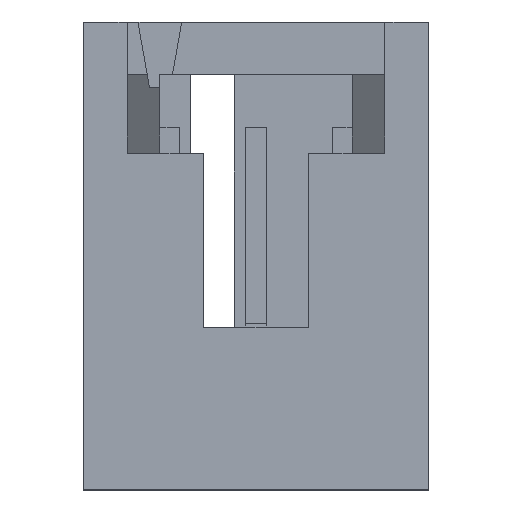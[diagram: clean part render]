
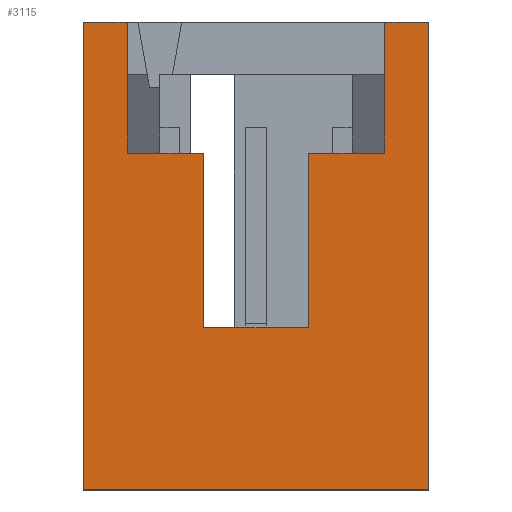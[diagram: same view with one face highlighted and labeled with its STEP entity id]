
A CAD part, top view. The second image highlights one B-rep face of the part: STEP entity #3115.
In plain terms, the highlighted planar face has unit normal (0, 0, 1).
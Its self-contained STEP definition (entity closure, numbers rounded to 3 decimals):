
#224 = VERTEX_POINT('',#225);
#225 = CARTESIAN_POINT('',(-1.205,12.44,5.471));
#231 = EDGE_CURVE('',#232,#224,#234,.T.);
#232 = VERTEX_POINT('',#233);
#233 = CARTESIAN_POINT('',(-2.475,12.44,5.471));
#234 = LINE('',#235,#236);
#235 = CARTESIAN_POINT('',(-2.475,12.44,5.471));
#236 = VECTOR('',#237,1.);
#237 = DIRECTION('',(1.,0.,0.));
#320 = VERTEX_POINT('',#321);
#321 = CARTESIAN_POINT('',(7.555,12.44,5.471));
#327 = EDGE_CURVE('',#328,#320,#330,.T.);
#328 = VERTEX_POINT('',#329);
#329 = CARTESIAN_POINT('',(6.285,12.44,5.471));
#330 = LINE('',#331,#332);
#331 = CARTESIAN_POINT('',(6.285,12.44,5.471));
#332 = VECTOR('',#333,1.);
#333 = DIRECTION('',(1.,0.,0.));
#1201 = VERTEX_POINT('',#1202);
#1202 = CARTESIAN_POINT('',(7.555,-1.151,5.471));
#1208 = EDGE_CURVE('',#320,#1201,#1209,.T.);
#1209 = LINE('',#1210,#1211);
#1210 = CARTESIAN_POINT('',(7.555,12.44,5.471));
#1211 = VECTOR('',#1212,1.);
#1212 = DIRECTION('',(0.,-1.,0.));
#1515 = VERTEX_POINT('',#1516);
#1516 = CARTESIAN_POINT('',(-2.475,-1.151,5.471));
#1522 = EDGE_CURVE('',#1515,#1201,#1523,.T.);
#1523 = LINE('',#1524,#1525);
#1524 = CARTESIAN_POINT('',(-2.475,-1.151,5.471));
#1525 = VECTOR('',#1526,1.);
#1526 = DIRECTION('',(1.,0.,0.));
#1569 = EDGE_CURVE('',#232,#1515,#1570,.T.);
#1570 = LINE('',#1571,#1572);
#1571 = CARTESIAN_POINT('',(-2.475,12.44,5.471));
#1572 = VECTOR('',#1573,1.);
#1573 = DIRECTION('',(0.,-1.,0.));
#2411 = VERTEX_POINT('',#2412);
#2412 = CARTESIAN_POINT('',(4.064,3.55,5.471));
#2418 = EDGE_CURVE('',#2411,#2419,#2421,.T.);
#2419 = VERTEX_POINT('',#2420);
#2420 = CARTESIAN_POINT('',(1.016,3.55,5.471));
#2421 = LINE('',#2422,#2423);
#2422 = CARTESIAN_POINT('',(4.064,3.55,5.471));
#2423 = VECTOR('',#2424,1.);
#2424 = DIRECTION('',(-1.,0.,0.));
#2757 = VERTEX_POINT('',#2758);
#2758 = CARTESIAN_POINT('',(5.335,8.63,5.471));
#2764 = EDGE_CURVE('',#2757,#2765,#2767,.T.);
#2765 = VERTEX_POINT('',#2766);
#2766 = CARTESIAN_POINT('',(4.064,8.63,5.471));
#2767 = LINE('',#2768,#2769);
#2768 = CARTESIAN_POINT('',(5.335,8.63,5.471));
#2769 = VECTOR('',#2770,1.);
#2770 = DIRECTION('',(-1.,0.,0.));
#2797 = VERTEX_POINT('',#2798);
#2798 = CARTESIAN_POINT('',(1.016,8.63,5.471));
#2804 = EDGE_CURVE('',#2797,#2805,#2807,.T.);
#2805 = VERTEX_POINT('',#2806);
#2806 = CARTESIAN_POINT('',(-0.255,8.63,5.471));
#2807 = LINE('',#2808,#2809);
#2808 = CARTESIAN_POINT('',(1.016,8.63,5.471));
#2809 = VECTOR('',#2810,1.);
#2810 = DIRECTION('',(-1.,0.,0.));
#2982 = VERTEX_POINT('',#2983);
#2983 = CARTESIAN_POINT('',(6.285,8.63,5.471));
#2989 = EDGE_CURVE('',#2982,#2757,#2990,.T.);
#2990 = LINE('',#2991,#2992);
#2991 = CARTESIAN_POINT('',(6.285,8.63,5.471));
#2992 = VECTOR('',#2993,1.);
#2993 = DIRECTION('',(-1.,0.,0.));
#3004 = EDGE_CURVE('',#2805,#3005,#3007,.T.);
#3005 = VERTEX_POINT('',#3006);
#3006 = CARTESIAN_POINT('',(-1.205,8.63,5.471));
#3007 = LINE('',#3008,#3009);
#3008 = CARTESIAN_POINT('',(-0.255,8.63,5.471));
#3009 = VECTOR('',#3010,1.);
#3010 = DIRECTION('',(-1.,0.,0.));
#3102 = EDGE_CURVE('',#328,#2982,#3103,.T.);
#3103 = LINE('',#3104,#3105);
#3104 = CARTESIAN_POINT('',(6.285,12.44,5.471));
#3105 = VECTOR('',#3106,1.);
#3106 = DIRECTION('',(0.,-1.,0.));
#3115 = ADVANCED_FACE('',(#3116),#3147,.T.);
#3116 = FACE_BOUND('',#3117,.F.);
#3117 = EDGE_LOOP('',(#3118,#3124,#3125,#3131,#3132,#3133,#3134,#3135,
    #3136,#3137,#3138,#3139,#3145,#3146));
#3118 = ORIENTED_EDGE('',*,*,#3119,.T.);
#3119 = EDGE_CURVE('',#2797,#2419,#3120,.T.);
#3120 = LINE('',#3121,#3122);
#3121 = CARTESIAN_POINT('',(1.016,8.63,5.471));
#3122 = VECTOR('',#3123,1.);
#3123 = DIRECTION('',(0.,-1.,0.));
#3124 = ORIENTED_EDGE('',*,*,#2418,.F.);
#3125 = ORIENTED_EDGE('',*,*,#3126,.F.);
#3126 = EDGE_CURVE('',#2765,#2411,#3127,.T.);
#3127 = LINE('',#3128,#3129);
#3128 = CARTESIAN_POINT('',(4.064,8.63,5.471));
#3129 = VECTOR('',#3130,1.);
#3130 = DIRECTION('',(0.,-1.,0.));
#3131 = ORIENTED_EDGE('',*,*,#2764,.F.);
#3132 = ORIENTED_EDGE('',*,*,#2989,.F.);
#3133 = ORIENTED_EDGE('',*,*,#3102,.F.);
#3134 = ORIENTED_EDGE('',*,*,#327,.T.);
#3135 = ORIENTED_EDGE('',*,*,#1208,.T.);
#3136 = ORIENTED_EDGE('',*,*,#1522,.F.);
#3137 = ORIENTED_EDGE('',*,*,#1569,.F.);
#3138 = ORIENTED_EDGE('',*,*,#231,.T.);
#3139 = ORIENTED_EDGE('',*,*,#3140,.T.);
#3140 = EDGE_CURVE('',#224,#3005,#3141,.T.);
#3141 = LINE('',#3142,#3143);
#3142 = CARTESIAN_POINT('',(-1.205,12.44,5.471));
#3143 = VECTOR('',#3144,1.);
#3144 = DIRECTION('',(0.,-1.,0.));
#3145 = ORIENTED_EDGE('',*,*,#3004,.F.);
#3146 = ORIENTED_EDGE('',*,*,#2804,.F.);
#3147 = PLANE('',#3148);
#3148 = AXIS2_PLACEMENT_3D('',#3149,#3150,#3151);
#3149 = CARTESIAN_POINT('',(-2.475,12.44,5.471));
#3150 = DIRECTION('',(0.,0.,1.));
#3151 = DIRECTION('',(1.,0.,0.));
